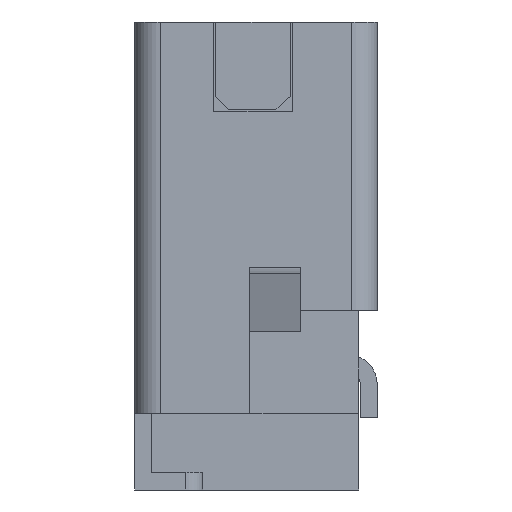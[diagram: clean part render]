
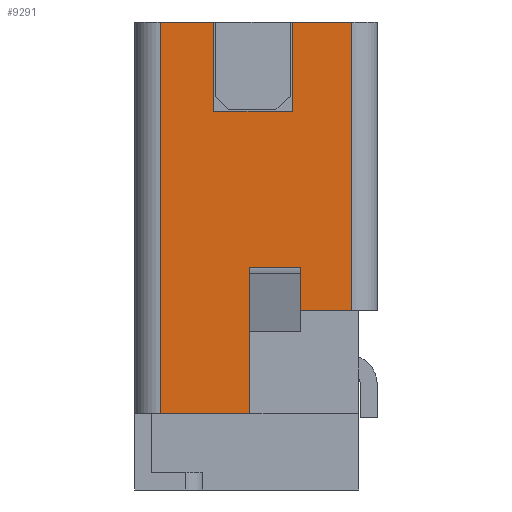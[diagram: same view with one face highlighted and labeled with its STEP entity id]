
A CAD part, left-side view. The second image highlights one B-rep face of the part: STEP entity #9291.
In plain terms, the highlighted planar face has unit normal (-1, 0, 0).
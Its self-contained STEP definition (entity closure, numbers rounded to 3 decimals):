
#1371=DIRECTION('',(0.,-1.,0.));
#1372=VECTOR('',#1371,1.05);
#1373=CARTESIAN_POINT('',(-5.7,2.5,-4.6));
#1374=LINE('',#1373,#1372);
#1397=DIRECTION('',(0.,1.,0.));
#1398=VECTOR('',#1397,0.63);
#1399=CARTESIAN_POINT('',(-5.7,1.87,0.));
#1400=LINE('',#1399,#1398);
#2446=DIRECTION('',(0.,0.,-1.));
#2447=VECTOR('',#2446,0.51);
#2448=CARTESIAN_POINT('',(-5.7,0.85,-2.88));
#2449=LINE('',#2448,#2447);
#2450=DIRECTION('',(0.,1.,0.));
#2451=VECTOR('',#2450,0.6);
#2452=CARTESIAN_POINT('',(-5.7,0.85,-2.88));
#2453=LINE('',#2452,#2451);
#2454=DIRECTION('',(0.,0.,1.));
#2455=VECTOR('',#2454,1.72);
#2456=CARTESIAN_POINT('',(-5.7,1.45,-4.6));
#2457=LINE('',#2456,#2455);
#2458=DIRECTION('',(0.,0.,1.));
#2459=VECTOR('',#2458,4.6);
#2460=CARTESIAN_POINT('',(-5.7,2.5,-4.6));
#2461=LINE('',#2460,#2459);
#2462=DIRECTION('',(0.,0.,1.));
#2463=VECTOR('',#2462,1.05);
#2464=CARTESIAN_POINT('',(-5.7,1.87,-1.05));
#2465=LINE('',#2464,#2463);
#2466=DIRECTION('',(0.,1.,0.));
#2467=VECTOR('',#2466,0.92);
#2468=CARTESIAN_POINT('',(-5.7,0.95,-1.05));
#2469=LINE('',#2468,#2467);
#2470=DIRECTION('',(0.,0.,-1.));
#2471=VECTOR('',#2470,1.05);
#2472=CARTESIAN_POINT('',(-5.7,0.95,0.));
#2473=LINE('',#2472,#2471);
#2474=DIRECTION('',(0.,1.,0.));
#2475=VECTOR('',#2474,0.7);
#2476=CARTESIAN_POINT('',(-5.7,0.25,0.));
#2477=LINE('',#2476,#2475);
#2478=DIRECTION('',(0.,0.,1.));
#2479=VECTOR('',#2478,3.39);
#2480=CARTESIAN_POINT('',(-5.7,0.25,-3.39));
#2481=LINE('',#2480,#2479);
#2482=DIRECTION('',(0.,-1.,0.));
#2483=VECTOR('',#2482,0.6);
#2484=CARTESIAN_POINT('',(-5.7,0.85,-3.39));
#2485=LINE('',#2484,#2483);
#5268=CARTESIAN_POINT('',(-5.7,1.45,-4.6));
#5270=VERTEX_POINT('',#5268);
#5272=CARTESIAN_POINT('',(-5.7,0.95,0.));
#5273=CARTESIAN_POINT('',(-5.7,0.95,-1.05));
#5274=VERTEX_POINT('',#5272);
#5275=VERTEX_POINT('',#5273);
#5276=CARTESIAN_POINT('',(-5.7,1.87,-1.05));
#5277=VERTEX_POINT('',#5276);
#5278=CARTESIAN_POINT('',(-5.7,1.87,0.));
#5279=VERTEX_POINT('',#5278);
#5718=CARTESIAN_POINT('',(-5.7,0.25,-3.39));
#5719=VERTEX_POINT('',#5718);
#5720=CARTESIAN_POINT('',(-5.7,0.25,0.));
#5721=VERTEX_POINT('',#5720);
#5722=CARTESIAN_POINT('',(-5.7,0.85,-3.39));
#5723=VERTEX_POINT('',#5722);
#5853=CARTESIAN_POINT('',(-5.7,2.5,0.));
#5855=VERTEX_POINT('',#5853);
#5856=CARTESIAN_POINT('',(-5.7,2.5,-4.6));
#5857=VERTEX_POINT('',#5856);
#5968=CARTESIAN_POINT('',(-5.7,1.45,-2.88));
#5969=VERTEX_POINT('',#5968);
#5974=CARTESIAN_POINT('',(-5.7,0.85,-2.88));
#5975=VERTEX_POINT('',#5974);
#9268=CARTESIAN_POINT('',(-5.7,2.8,-4.6));
#9269=DIRECTION('',(-1.,0.,0.));
#9270=DIRECTION('',(0.,0.,1.));
#9271=AXIS2_PLACEMENT_3D('',#9268,#9269,#9270);
#9272=PLANE('',#9271);
#9273=ORIENTED_EDGE('',*,*,#9249,.F.);
#9274=ORIENTED_EDGE('',*,*,#9261,.T.);
#9275=ORIENTED_EDGE('',*,*,#7970,.F.);
#9276=ORIENTED_EDGE('',*,*,#7984,.F.);
#9277=ORIENTED_EDGE('',*,*,#8005,.T.);
#9278=ORIENTED_EDGE('',*,*,#8034,.F.);
#9280=ORIENTED_EDGE('',*,*,#9279,.F.);
#9282=ORIENTED_EDGE('',*,*,#9281,.F.);
#9284=ORIENTED_EDGE('',*,*,#9283,.F.);
#9285=ORIENTED_EDGE('',*,*,#8337,.F.);
#9287=ORIENTED_EDGE('',*,*,#9286,.F.);
#9288=ORIENTED_EDGE('',*,*,#9182,.F.);
#9289=EDGE_LOOP('',(#9273,#9274,#9275,#9276,#9277,#9278,#9280,#9282,#9284,#9285,
#9287,#9288));
#9290=FACE_OUTER_BOUND('',#9289,.F.);
#9291=ADVANCED_FACE('',(#9290),#9272,.T.);
#7970=EDGE_CURVE('',#5270,#5969,#2457,.T.);
#7984=EDGE_CURVE('',#5857,#5270,#1374,.T.);
#8005=EDGE_CURVE('',#5857,#5855,#2461,.T.);
#8034=EDGE_CURVE('',#5279,#5855,#1400,.T.);
#8337=EDGE_CURVE('',#5721,#5274,#2477,.T.);
#9182=EDGE_CURVE('',#5723,#5719,#2485,.T.);
#9249=EDGE_CURVE('',#5975,#5723,#2449,.T.);
#9261=EDGE_CURVE('',#5975,#5969,#2453,.T.);
#9279=EDGE_CURVE('',#5277,#5279,#2465,.T.);
#9281=EDGE_CURVE('',#5275,#5277,#2469,.T.);
#9283=EDGE_CURVE('',#5274,#5275,#2473,.T.);
#9286=EDGE_CURVE('',#5719,#5721,#2481,.T.);
